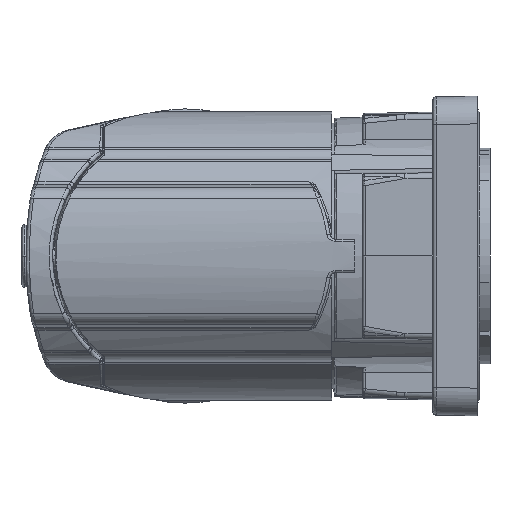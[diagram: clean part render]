
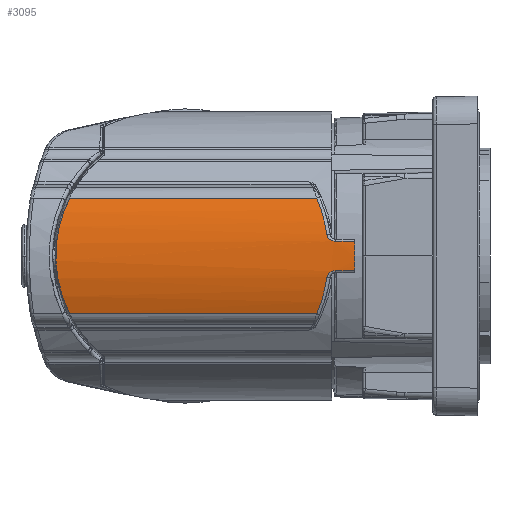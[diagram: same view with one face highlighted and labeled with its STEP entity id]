
A CAD part, left-side view. The second image highlights one B-rep face of the part: STEP entity #3095.
In plain terms, the highlighted cylindrical face has radius 15 mm (diameter 30 mm), a partial arc.
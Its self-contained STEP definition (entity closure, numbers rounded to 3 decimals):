
#135=(
BOUNDED_CURVE()
B_SPLINE_CURVE(3,(#29740,#29741,#29742,#29743,#29744,#29745,#29746,#29747,
#29748,#29749),.UNSPECIFIED.,.F.,.F.)
B_SPLINE_CURVE_WITH_KNOTS((4,3,1,1,1,4),(0.,0.01,0.303,
0.568,0.819,1.),.UNSPECIFIED.)
CURVE()
GEOMETRIC_REPRESENTATION_ITEM()
RATIONAL_B_SPLINE_CURVE((1.167,1.167,1.167,
1.167,1.167,1.167,1.167,1.167,
1.167,1.167))
REPRESENTATION_ITEM('')
);
#423=CYLINDRICAL_SURFACE('',#19289,15.);
#951=LINE('',#29712,#1591);
#952=LINE('',#29719,#1592);
#953=LINE('',#29751,#1593);
#954=LINE('',#29770,#1594);
#1591=VECTOR('',#21485,1.);
#1592=VECTOR('',#21492,1.);
#1593=VECTOR('',#21493,1.);
#1594=VECTOR('',#21494,1.);
#2415=CIRCLE('',#19287,15.);
#2416=CIRCLE('',#19288,15.);
#3095=ADVANCED_FACE('',(#4351),#423,.T.);
#4351=FACE_OUTER_BOUND('',#5380,.T.);
#5380=EDGE_LOOP('',(#8341,#8342,#8343,#8344,#8345,#8346,#8347,#8348,#8349,
#8350,#8351));
#8341=ORIENTED_EDGE('',*,*,#15185,.T.);
#8342=ORIENTED_EDGE('',*,*,#15186,.T.);
#8343=ORIENTED_EDGE('',*,*,#15187,.F.);
#8344=ORIENTED_EDGE('',*,*,#15188,.F.);
#8345=ORIENTED_EDGE('',*,*,#15189,.F.);
#8346=ORIENTED_EDGE('',*,*,#15190,.F.);
#8347=ORIENTED_EDGE('',*,*,#15064,.F.);
#8348=ORIENTED_EDGE('',*,*,#15184,.T.);
#8349=ORIENTED_EDGE('',*,*,#15191,.F.);
#8350=ORIENTED_EDGE('',*,*,#15192,.F.);
#8351=ORIENTED_EDGE('',*,*,#15193,.F.);
#12779=VERTEX_POINT('',#28758);
#12780=VERTEX_POINT('',#28765);
#12864=VERTEX_POINT('',#29706);
#12865=VERTEX_POINT('',#29715);
#12866=VERTEX_POINT('',#29716);
#12867=VERTEX_POINT('',#29718);
#12868=VERTEX_POINT('',#29720);
#12869=VERTEX_POINT('',#29739);
#12870=VERTEX_POINT('',#29750);
#12871=VERTEX_POINT('',#29756);
#12872=VERTEX_POINT('',#29769);
#15064=EDGE_CURVE('',#12779,#12780,#17673,.T.);
#15184=EDGE_CURVE('',#12779,#12864,#951,.T.);
#15185=EDGE_CURVE('',#12865,#12866,#2415,.T.);
#15186=EDGE_CURVE('',#12866,#12867,#2416,.T.);
#15187=EDGE_CURVE('',#12868,#12867,#952,.T.);
#15188=EDGE_CURVE('',#12869,#12868,#17761,.T.);
#15189=EDGE_CURVE('',#12870,#12869,#135,.T.);
#15190=EDGE_CURVE('',#12780,#12870,#953,.T.);
#15191=EDGE_CURVE('',#12871,#12864,#17762,.T.);
#15192=EDGE_CURVE('',#12872,#12871,#17763,.T.);
#15193=EDGE_CURVE('',#12865,#12872,#954,.T.);
#17673=B_SPLINE_CURVE_WITH_KNOTS('',3,(#28759,#28760,#28761,#28762,#28763,
#28764),.UNSPECIFIED.,.F.,.F.,(4,2,4),(0.,0.5,1.),.UNSPECIFIED.);
#17761=B_SPLINE_CURVE_WITH_KNOTS('',3,(#29721,#29722,#29723,#29724,#29725,
#29726,#29727,#29728,#29729,#29730,#29731,#29732,#29733,#29734,#29735,#29736,
#29737,#29738),.UNSPECIFIED.,.F.,.F.,(4,2,2,2,2,2,2,2,4),(0.,0.125,0.25,
0.375,0.5,0.625,0.75,0.875,1.),.UNSPECIFIED.);
#17762=B_SPLINE_CURVE_WITH_KNOTS('',3,(#29752,#29753,#29754,#29755),
 .UNSPECIFIED.,.F.,.F.,(4,4),(0.,1.),.UNSPECIFIED.);
#17763=B_SPLINE_CURVE_WITH_KNOTS('',3,(#29757,#29758,#29759,#29760,#29761,
#29762,#29763,#29764,#29765,#29766,#29767,#29768),.UNSPECIFIED.,.F.,.F.,
(4,1,1,1,1,1,1,1,1,4),(0.,0.111,0.222,0.333,
0.444,0.556,0.667,0.778,0.889,
1.),.UNSPECIFIED.);
#19287=AXIS2_PLACEMENT_3D('',#29714,#21488,#21489);
#19288=AXIS2_PLACEMENT_3D('',#29717,#21490,#21491);
#19289=AXIS2_PLACEMENT_3D('',#29771,#21495,#21496);
#21485=DIRECTION('',(0.,-1.,0.));
#21488=DIRECTION('',(0.,1.,0.));
#21489=DIRECTION('',(-0.996,0.,-0.088));
#21490=DIRECTION('',(0.,1.,0.));
#21491=DIRECTION('',(-1.,0.,0.));
#21492=DIRECTION('',(0.,-1.,0.));
#21493=DIRECTION('',(0.,-1.,0.));
#21494=DIRECTION('',(0.,1.,0.));
#21495=DIRECTION('',(0.,-1.,0.));
#21496=DIRECTION('',(1.,0.,0.));
#28758=CARTESIAN_POINT('',(-14.066,36.714,-5.21));
#28759=CARTESIAN_POINT('',(-14.066,36.714,-5.21));
#28760=CARTESIAN_POINT('',(-14.697,37.571,-3.506));
#28761=CARTESIAN_POINT('',(-15.008,37.961,-1.622));
#28762=CARTESIAN_POINT('',(-14.991,37.939,1.772));
#28763=CARTESIAN_POINT('',(-14.68,37.548,3.552));
#28764=CARTESIAN_POINT('',(-14.066,36.714,5.21));
#28765=CARTESIAN_POINT('',(-14.066,36.714,5.21));
#29706=CARTESIAN_POINT('',(-14.065,14.449,-5.209));
#29712=CARTESIAN_POINT('',(-14.066,36.714,-5.21));
#29714=CARTESIAN_POINT('',(0.,11.05,0.));
#29715=CARTESIAN_POINT('',(-14.942,11.05,-1.318));
#29716=CARTESIAN_POINT('',(-15.,11.05,0.));
#29717=CARTESIAN_POINT('',(0.,11.05,0.));
#29718=CARTESIAN_POINT('',(-14.942,11.05,1.318));
#29719=CARTESIAN_POINT('',(-14.942,12.747,1.318));
#29720=CARTESIAN_POINT('',(-14.942,12.747,1.318));
#29721=CARTESIAN_POINT('',(-14.876,13.538,1.922));
#29722=CARTESIAN_POINT('',(-14.88,13.534,1.894));
#29723=CARTESIAN_POINT('',(-14.884,13.524,1.859));
#29724=CARTESIAN_POINT('',(-14.893,13.5,1.785));
#29725=CARTESIAN_POINT('',(-14.902,13.466,1.71));
#29726=CARTESIAN_POINT('',(-14.904,13.456,1.693));
#29727=CARTESIAN_POINT('',(-14.913,13.393,1.61));
#29728=CARTESIAN_POINT('',(-14.919,13.346,1.555));
#29729=CARTESIAN_POINT('',(-14.923,13.31,1.519));
#29730=CARTESIAN_POINT('',(-14.926,13.281,1.489));
#29731=CARTESIAN_POINT('',(-14.927,13.266,1.476));
#29732=CARTESIAN_POINT('',(-14.931,13.204,1.434));
#29733=CARTESIAN_POINT('',(-14.936,13.11,1.387));
#29734=CARTESIAN_POINT('',(-14.939,13.01,1.351));
#29735=CARTESIAN_POINT('',(-14.941,12.891,1.325));
#29736=CARTESIAN_POINT('',(-14.942,12.819,1.317));
#29737=CARTESIAN_POINT('',(-14.942,12.783,1.316));
#29738=CARTESIAN_POINT('',(-14.942,12.747,1.318));
#29739=CARTESIAN_POINT('',(-14.876,13.538,1.922));
#29740=CARTESIAN_POINT('',(-14.055,14.462,5.24));
#29741=CARTESIAN_POINT('',(-14.059,14.457,5.23));
#29742=CARTESIAN_POINT('',(-14.063,14.453,5.22));
#29743=CARTESIAN_POINT('',(-14.066,14.449,5.21));
#29744=CARTESIAN_POINT('',(-14.178,14.322,4.907));
#29745=CARTESIAN_POINT('',(-14.376,14.098,4.315));
#29746=CARTESIAN_POINT('',(-14.613,13.833,3.424));
#29747=CARTESIAN_POINT('',(-14.774,13.653,2.632));
#29748=CARTESIAN_POINT('',(-14.849,13.569,2.133));
#29749=CARTESIAN_POINT('',(-14.876,13.538,1.922));
#29750=CARTESIAN_POINT('',(-14.065,14.449,5.209));
#29751=CARTESIAN_POINT('',(-14.066,36.714,5.21));
#29752=CARTESIAN_POINT('',(-14.877,13.538,-1.922));
#29753=CARTESIAN_POINT('',(-14.724,13.705,-3.073));
#29754=CARTESIAN_POINT('',(-14.449,14.014,-4.188));
#29755=CARTESIAN_POINT('',(-14.065,14.449,-5.209));
#29756=CARTESIAN_POINT('',(-14.877,13.538,-1.922));
#29757=CARTESIAN_POINT('',(-14.942,12.747,-1.318));
#29758=CARTESIAN_POINT('',(-14.942,12.794,-1.318));
#29759=CARTESIAN_POINT('',(-14.942,12.885,-1.323));
#29760=CARTESIAN_POINT('',(-14.939,13.016,-1.351));
#29761=CARTESIAN_POINT('',(-14.935,13.137,-1.398));
#29762=CARTESIAN_POINT('',(-14.929,13.245,-1.461));
#29763=CARTESIAN_POINT('',(-14.921,13.338,-1.538));
#29764=CARTESIAN_POINT('',(-14.911,13.417,-1.628));
#29765=CARTESIAN_POINT('',(-14.9,13.478,-1.726));
#29766=CARTESIAN_POINT('',(-14.888,13.52,-1.827));
#29767=CARTESIAN_POINT('',(-14.88,13.534,-1.891));
#29768=CARTESIAN_POINT('',(-14.876,13.538,-1.922));
#29769=CARTESIAN_POINT('',(-14.942,12.747,-1.318));
#29770=CARTESIAN_POINT('',(-14.942,11.05,-1.318));
#29771=CARTESIAN_POINT('',(0.,12.85,0.));
